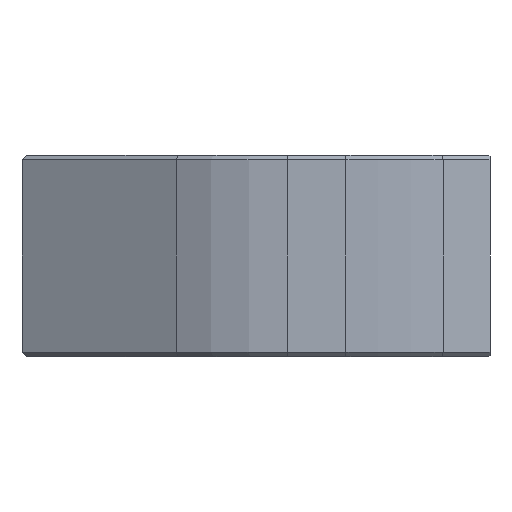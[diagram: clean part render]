
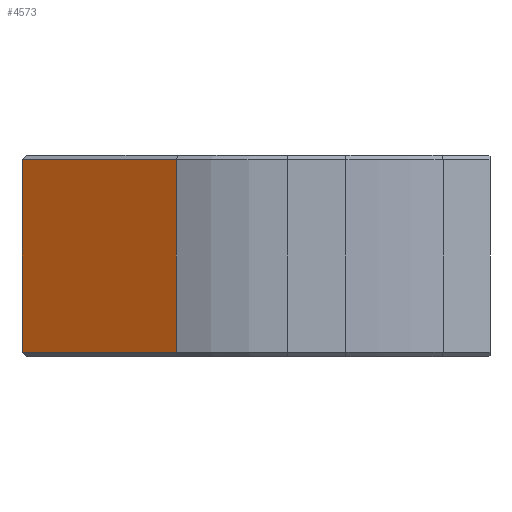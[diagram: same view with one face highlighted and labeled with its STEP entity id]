
A CAD part, left-side view. The second image highlights one B-rep face of the part: STEP entity #4573.
In plain terms, the highlighted planar face has unit normal (-0.866, 0.5, 0).
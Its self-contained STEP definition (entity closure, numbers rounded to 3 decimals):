
#613=FACE_OUTER_BOUND('',#914,.T.);
#914=EDGE_LOOP('',(#3391,#3392,#3393,#3394));
#1256=LINE('',#7144,#1637);
#1291=LINE('',#7246,#1672);
#1292=LINE('',#7250,#1673);
#1293=LINE('',#7251,#1674);
#1637=VECTOR('',#5703,10.);
#1672=VECTOR('',#5810,480.);
#1673=VECTOR('',#5815,120.);
#1674=VECTOR('',#5816,10.);
#2004=VERTEX_POINT('',#7122);
#2010=VERTEX_POINT('',#7139);
#2041=VERTEX_POINT('',#7245);
#2042=VERTEX_POINT('',#7249);
#2487=EDGE_CURVE('',#2004,#2010,#1256,.T.);
#2539=EDGE_CURVE('',#2010,#2041,#1291,.T.);
#2541=EDGE_CURVE('',#2004,#2042,#1292,.T.);
#2542=EDGE_CURVE('',#2041,#2042,#1293,.T.);
#3391=ORIENTED_EDGE('',*,*,#2487,.F.);
#3392=ORIENTED_EDGE('',*,*,#2541,.T.);
#3393=ORIENTED_EDGE('',*,*,#2542,.F.);
#3394=ORIENTED_EDGE('',*,*,#2539,.F.);
#4402=PLANE('',#4969);
#4573=ADVANCED_FACE('',(#613),#4402,.T.);
#4969=AXIS2_PLACEMENT_3D('',#7248,#5813,#5814);
#5703=DIRECTION('',(-0.5,-0.866,0.));
#5810=DIRECTION('',(0.,0.,-1.));
#5813=DIRECTION('center_axis',(-0.866,0.5,0.));
#5814=DIRECTION('ref_axis',(0.,0.,1.));
#5815=DIRECTION('',(0.,0.,-1.));
#5816=DIRECTION('',(0.5,0.866,0.));
#7122=CARTESIAN_POINT('',(61.,50.,2.2));
#7139=CARTESIAN_POINT('',(45.093,22.447,2.2));
#7144=CARTESIAN_POINT('',(47.446,26.523,2.2));
#7245=CARTESIAN_POINT('',(45.093,22.447,-32.2));
#7246=CARTESIAN_POINT('',(45.093,22.447,117.));
#7248=CARTESIAN_POINT('Origin',(52.5,35.278,-252.));
#7249=CARTESIAN_POINT('',(61.,50.,-32.2));
#7250=CARTESIAN_POINT('',(61.,50.,-252.));
#7251=CARTESIAN_POINT('',(52.963,36.08,-32.2));
